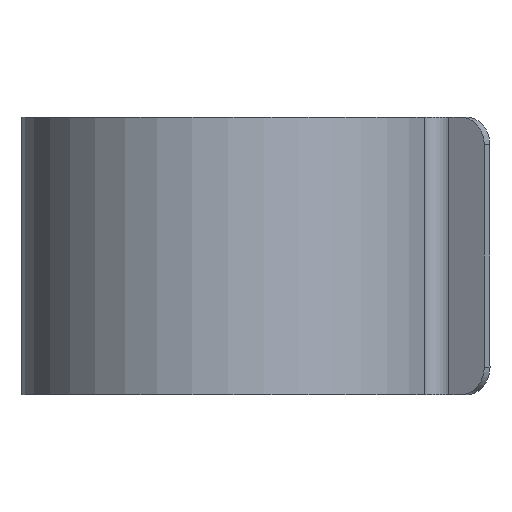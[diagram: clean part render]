
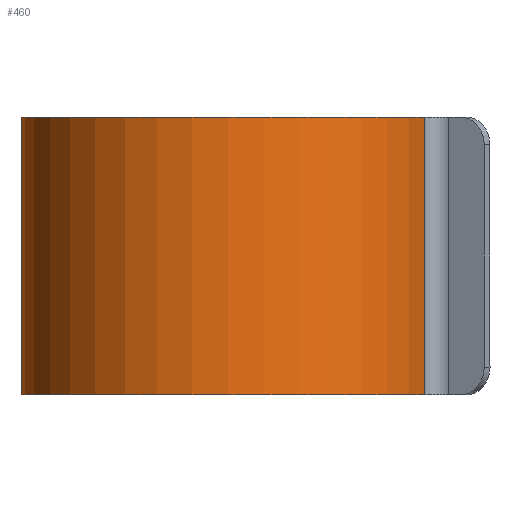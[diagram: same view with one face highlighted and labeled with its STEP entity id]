
A CAD part, front view. The second image highlights one B-rep face of the part: STEP entity #460.
In plain terms, the highlighted cylindrical face has radius 7.5 mm (diameter 15 mm), a partial arc.
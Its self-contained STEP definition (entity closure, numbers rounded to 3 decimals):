
#2 = DIRECTION ( 'NONE',  ( 0., 0., -1. ) ) ;
#411 = CIRCLE ( 'NONE', #3334, 7.5 ) ;
#460 = ADVANCED_FACE ( 'NONE', ( #10628 ), #6355, .T. ) ;
#898 = AXIS2_PLACEMENT_3D ( 'NONE', #4848, #2440, #10844 ) ;
#1572 = CARTESIAN_POINT ( 'NONE',  ( 219.824, 100.708, 10. ) ) ;
#2237 = VERTEX_POINT ( 'NONE', #1572 ) ;
#2363 = CARTESIAN_POINT ( 'NONE',  ( 234.318, 97.999, 10. ) ) ;
#2440 = DIRECTION ( 'NONE',  ( 0., 0., -1. ) ) ;
#2705 = VERTEX_POINT ( 'NONE', #7927 ) ;
#2803 = ORIENTED_EDGE ( 'NONE', *, *, #3073, .T. ) ;
#3073 = EDGE_CURVE ( 'NONE', #2237, #6317, #411, .T. ) ;
#3127 = ORIENTED_EDGE ( 'NONE', *, *, #6452, .T. ) ;
#3334 = AXIS2_PLACEMENT_3D ( 'NONE', #9656, #7229, #3777 ) ;
#3777 = DIRECTION ( 'NONE',  ( -1., 0., 0. ) ) ;
#3959 = AXIS2_PLACEMENT_3D ( 'NONE', #11097, #2, #5973 ) ;
#4107 = VECTOR ( 'NONE', #7566, 1000. ) ;
#4519 = CIRCLE ( 'NONE', #3959, 7.5 ) ;
#4848 = CARTESIAN_POINT ( 'NONE',  ( 227.324, 100.708, 10. ) ) ;
#5448 = LINE ( 'NONE', #7093, #9941 ) ;
#5746 = CARTESIAN_POINT ( 'NONE',  ( 219.824, 100.708, 20. ) ) ;
#5770 = LINE ( 'NONE', #10236, #4107 ) ;
#5973 = DIRECTION ( 'NONE',  ( -1., 0., 0. ) ) ;
#6317 = VERTEX_POINT ( 'NONE', #2363 ) ;
#6355 = CYLINDRICAL_SURFACE ( 'NONE', #898, 7.5 ) ;
#6452 = EDGE_CURVE ( 'NONE', #2705, #10783, #4519, .T. ) ;
#6501 = ORIENTED_EDGE ( 'NONE', *, *, #10603, .T. ) ;
#6663 = EDGE_CURVE ( 'NONE', #10783, #2237, #5448, .T. ) ;
#7093 = CARTESIAN_POINT ( 'NONE',  ( 219.824, 100.708, 10. ) ) ;
#7229 = DIRECTION ( 'NONE',  ( 0., 0., 1. ) ) ;
#7566 = DIRECTION ( 'NONE',  ( 0., 0., 1. ) ) ;
#7927 = CARTESIAN_POINT ( 'NONE',  ( 234.318, 97.999, 20. ) ) ;
#8815 = ORIENTED_EDGE ( 'NONE', *, *, #6663, .T. ) ;
#9656 = CARTESIAN_POINT ( 'NONE',  ( 227.324, 100.708, 10. ) ) ;
#9941 = VECTOR ( 'NONE', #10528, 1000. ) ;
#10236 = CARTESIAN_POINT ( 'NONE',  ( 234.318, 97.999, 10. ) ) ;
#10528 = DIRECTION ( 'NONE',  ( 0., 0., -1. ) ) ;
#10603 = EDGE_CURVE ( 'NONE', #6317, #2705, #5770, .T. ) ;
#10628 = FACE_OUTER_BOUND ( 'NONE', #10893, .T. ) ;
#10783 = VERTEX_POINT ( 'NONE', #5746 ) ;
#10844 = DIRECTION ( 'NONE',  ( -1., 0., 0. ) ) ;
#10893 = EDGE_LOOP ( 'NONE', ( #3127, #8815, #2803, #6501 ) ) ;
#11097 = CARTESIAN_POINT ( 'NONE',  ( 227.324, 100.708, 20. ) ) ;
